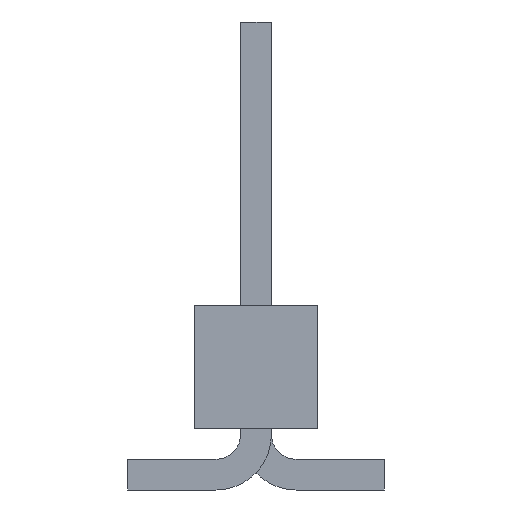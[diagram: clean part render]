
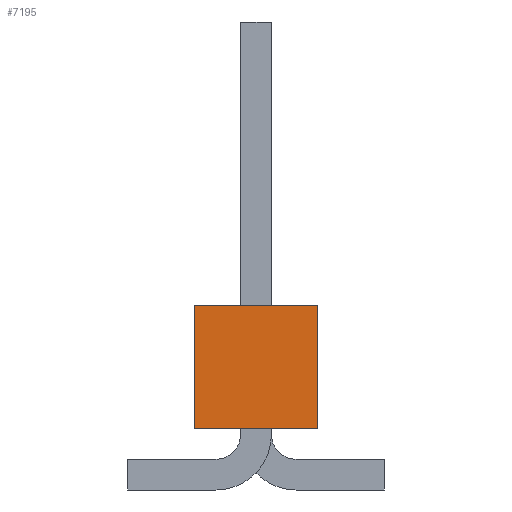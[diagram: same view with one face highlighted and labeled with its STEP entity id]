
A CAD part, left-side view. The second image highlights one B-rep face of the part: STEP entity #7195.
In plain terms, the highlighted planar face has unit normal (-1, 0, 0).
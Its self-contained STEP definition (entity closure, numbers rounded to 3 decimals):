
#1086 = VERTEX_POINT('',#1087);
#1087 = CARTESIAN_POINT('',(-38.1,1.27,-1.27));
#1093 = EDGE_CURVE('',#1086,#1094,#1096,.T.);
#1094 = VERTEX_POINT('',#1095);
#1095 = CARTESIAN_POINT('',(-38.1,1.27,1.27));
#1096 = LINE('',#1097,#1098);
#1097 = CARTESIAN_POINT('',(-38.1,1.27,-1.27));
#1098 = VECTOR('',#1099,1.);
#1099 = DIRECTION('',(0.,0.,1.));
#5850 = VERTEX_POINT('',#5851);
#5851 = CARTESIAN_POINT('',(-38.1,-1.27,1.27));
#5857 = EDGE_CURVE('',#5858,#5850,#5860,.T.);
#5858 = VERTEX_POINT('',#5859);
#5859 = CARTESIAN_POINT('',(-38.1,-1.27,-1.27));
#5860 = LINE('',#5861,#5862);
#5861 = CARTESIAN_POINT('',(-38.1,-1.27,-1.27));
#5862 = VECTOR('',#5863,1.);
#5863 = DIRECTION('',(0.,0.,1.));
#5886 = EDGE_CURVE('',#1086,#5858,#5887,.T.);
#5887 = LINE('',#5888,#5889);
#5888 = CARTESIAN_POINT('',(-38.1,1.27,-1.27));
#5889 = VECTOR('',#5890,1.);
#5890 = DIRECTION('',(0.,-1.,0.));
#7184 = EDGE_CURVE('',#1094,#5850,#7185,.T.);
#7185 = LINE('',#7186,#7187);
#7186 = CARTESIAN_POINT('',(-38.1,1.27,1.27));
#7187 = VECTOR('',#7188,1.);
#7188 = DIRECTION('',(0.,-1.,0.));
#7195 = ADVANCED_FACE('',(#7196),#7202,.F.);
#7196 = FACE_BOUND('',#7197,.T.);
#7197 = EDGE_LOOP('',(#7198,#7199,#7200,#7201));
#7198 = ORIENTED_EDGE('',*,*,#5857,.T.);
#7199 = ORIENTED_EDGE('',*,*,#7184,.F.);
#7200 = ORIENTED_EDGE('',*,*,#1093,.F.);
#7201 = ORIENTED_EDGE('',*,*,#5886,.T.);
#7202 = PLANE('',#7203);
#7203 = AXIS2_PLACEMENT_3D('',#7204,#7205,#7206);
#7204 = CARTESIAN_POINT('',(-38.1,1.27,-1.27));
#7205 = DIRECTION('',(1.,0.,0.));
#7206 = DIRECTION('',(0.,0.,-1.));
